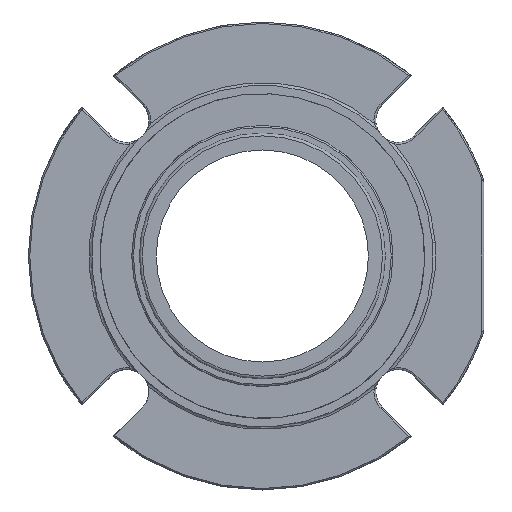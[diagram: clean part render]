
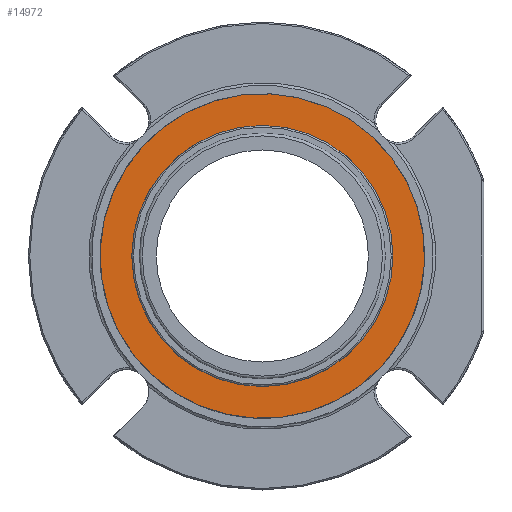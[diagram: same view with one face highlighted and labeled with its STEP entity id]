
A CAD part, front view. The second image highlights one B-rep face of the part: STEP entity #14972.
In plain terms, the highlighted planar face has unit normal (0, -1, 0).
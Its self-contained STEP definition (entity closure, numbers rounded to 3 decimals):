
#2019=PLANE('',#16069);
#5110=ORIENTED_EDGE('',*,*,#6683,.T.);
#5111=ORIENTED_EDGE('',*,*,#6684,.F.);
#6683=EDGE_CURVE('',#7679,#7679,#8239,.T.);
#6684=EDGE_CURVE('',#7680,#7680,#8240,.F.);
#7679=VERTEX_POINT('',#26742);
#7680=VERTEX_POINT('',#26744);
#8239=CIRCLE('',#16070,88.);
#8240=CIRCLE('',#16071,70.803);
#8968=EDGE_LOOP('',(#5110));
#8969=EDGE_LOOP('',(#5111));
#9713=FACE_BOUND('',#8968,.T.);
#9714=FACE_BOUND('',#8969,.T.);
#14972=ADVANCED_FACE('',(#9713,#9714),#2019,.F.);
#16069=AXIS2_PLACEMENT_3D('',#26740,#18789,#18790);
#16070=AXIS2_PLACEMENT_3D('',#26741,#18791,#18792);
#16071=AXIS2_PLACEMENT_3D('',#26743,#18793,#18794);
#18789=DIRECTION('',(0.,1.,0.));
#18790=DIRECTION('',(-0.387,0.,-0.922));
#18791=DIRECTION('',(0.,-1.,0.));
#18792=DIRECTION('',(0.387,0.,0.922));
#18793=DIRECTION('',(0.,1.,0.));
#18794=DIRECTION('',(-1.,0.,0.));
#26740=CARTESIAN_POINT('',(34.069,-47.701,81.137));
#26741=CARTESIAN_POINT('',(0.,-47.701,0.));
#26742=CARTESIAN_POINT('',(34.069,-47.701,81.137));
#26743=CARTESIAN_POINT('',(0.,-47.701,0.));
#26744=CARTESIAN_POINT('',(-70.803,-47.701,0.));
